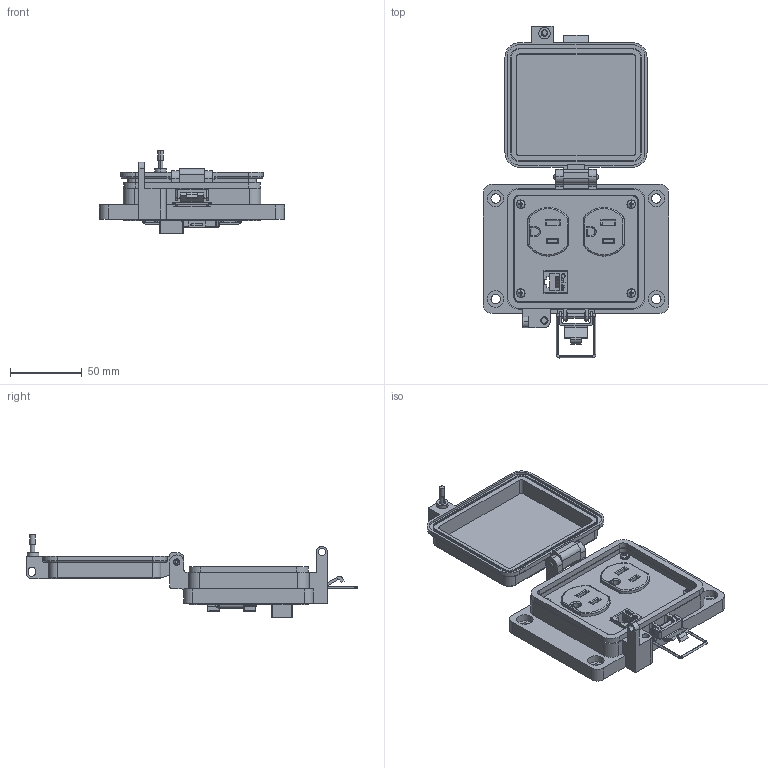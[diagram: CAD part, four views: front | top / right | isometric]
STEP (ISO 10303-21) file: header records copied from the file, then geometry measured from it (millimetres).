
FILE_DESCRIPTION (( 'STEP AP214' ), '1' );
FILE_NAME ('P-R2-K3RD0_3D.STEP', '2017-11-30T16:16:22', ( '' ), ( '' ), 'SwSTEP 2.0', 'SolidWorks 2017', '' );
FILE_SCHEMA (( 'AUTOMOTIVE_DESIGN' ));
Length unit declared in the file: millimetre
Products named in the file (11): 92005A124_METRIC PAN HEAD PHILLIPS MACHINE SCREW_92005A124; Z-H-K3_B; R2; Z-300-RJ45CAT5; P-R2-K3RD0_FP060; RD; Z-200-OTLT-RD_Sheared; 90272A106_ZINC-PLTD STL PAN HEAD PHILLIPS MACHINE SCREW_90272A106; P-R2-K3RD0_TP060; P-R2-K3RD0_BP180; P-R2-K3RD0_3D
Assembly tree (14 placements, depth 3):
  P-R2-K3RD0_3D
    P-R2-K3RD0_BP180
    P-R2-K3RD0_TP060
    90272A106_ZINC-PLTD STL PAN HEAD PHILLIPS MACHINE SCREW_90272A106  x2
    RD
      Z-200-OTLT-RD_Sheared
    P-R2-K3RD0_FP060
    R2
      Z-300-RJ45CAT5
    Z-H-K3_B
    92005A124_METRIC PAN HEAD PHILLIPS MACHINE SCREW_92005A124  x4
Bounding box: 129 x 231.28 x 57.62 mm (x, y, z)
Volume: 185659.7 mm3; surface area: 125213.3 mm2
Topology: 30 solids, 30 shells, 2569 faces, 7089 edges, 4612 vertices
Faces by surface type: cylinder 1178, plane 1011, bspline 175, cone 72, torus 69, sphere 64
Entity records: 82659 total; most frequent: CARTESIAN_POINT 21694, ORIENTED_EDGE 10390, DIRECTION 9001, EDGE_CURVE 5195, VERTEX_POINT 3372, VECTOR 3143, LINE 3143, AXIS2_PLACEMENT_3D 2929
